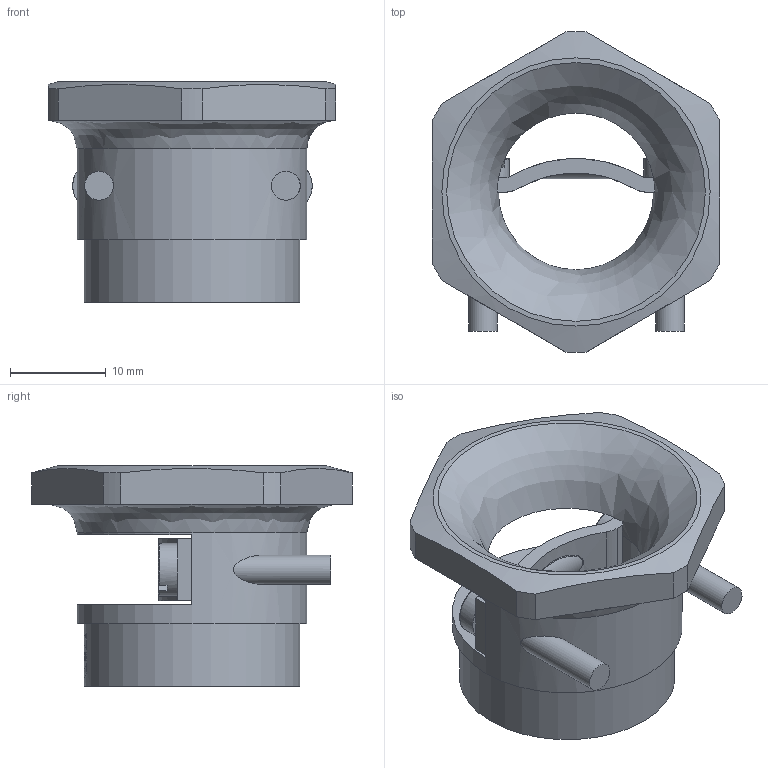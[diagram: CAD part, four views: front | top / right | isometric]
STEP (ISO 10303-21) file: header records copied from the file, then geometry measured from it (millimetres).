
FILE_DESCRIPTION(/* description */ (''),/* implementation_level */ '2;1');
FILE_NAME(/* name */ '100662515ugm000_a.stp',/* time_stamp */ '2016-03-02T08:36:50+01:00',/* author */ (''),/* organization */ (''),/* preprocessor_version */ 'ST-DEVELOPER v16',/* originating_system */ 'SIEMENS PLM Software NX 10.0',/* authorisation */ '');
FILE_SCHEMA (('AUTOMOTIVE_DESIGN { 1 0 10303 214 3 1 1 1 }'));
Length unit declared in the file: millimetre
Products named in the file (1): 100662515ugm000_a
Bounding box: 30 x 33.49 x 23 mm (x, y, z)
Volume: 4861.4 mm3; surface area: 4558.8 mm2
Topology: 2 solids, 2 shells, 93 faces, 367 edges, 376 vertices
Faces by surface type: plane 44, cylinder 39, bspline 9, cone 1
Full cylindrical faces by diameter (mm): 3 x4, 5.5 x2, 18.5 x1, 22.5 x1, 24 x1
Entity records: 5124 total; most frequent: CARTESIAN_POINT 1998, ORIENTED_EDGE 532, DIRECTION 489, EDGE_CURVE 266, VERTEX_POINT 209, AXIS2_PLACEMENT_3D 169, LINE 151, VECTOR 151
